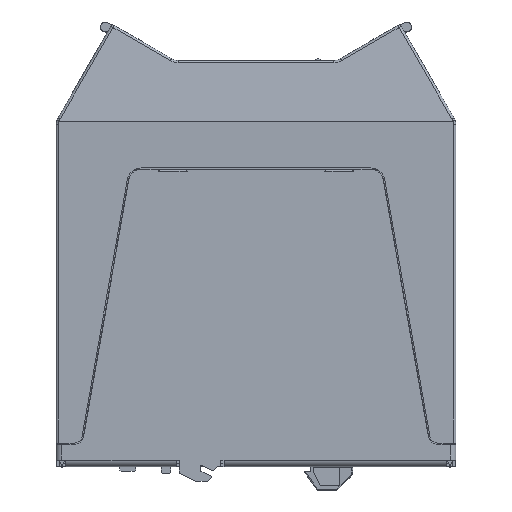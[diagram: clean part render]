
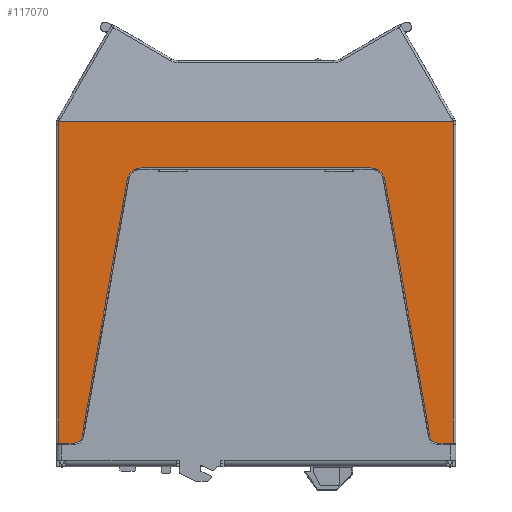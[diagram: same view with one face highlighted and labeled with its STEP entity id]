
A CAD part, left-side view. The second image highlights one B-rep face of the part: STEP entity #117070.
In plain terms, the highlighted face is planar.
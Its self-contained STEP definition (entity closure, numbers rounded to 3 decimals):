
#2107 = CARTESIAN_POINT ( 'NONE',  ( -61.7, 13.518, 19.5 ) ) ;
#3232 = VERTEX_POINT ( 'NONE', #50667 ) ;
#4105 = DIRECTION ( 'NONE',  ( 1., 0., 0. ) ) ;
#4260 = CARTESIAN_POINT ( 'NONE',  ( -35.886, 0., 19.5 ) ) ;
#6996 = DIRECTION ( 'NONE',  ( -1., 0., 0. ) ) ;
#7661 = EDGE_CURVE ( 'NONE', #94997, #69033, #67001, .T. ) ;
#8415 = CARTESIAN_POINT ( 'NONE',  ( 58.5, 13.518, 19.5 ) ) ;
#9056 = EDGE_CURVE ( 'NONE', #70504, #73110, #25013, .T. ) ;
#10220 = EDGE_CURVE ( 'NONE', #108705, #109554, #107717, .T. ) ;
#10382 = DIRECTION ( 'NONE',  ( 0., 0., -1. ) ) ;
#10872 = DIRECTION ( 'NONE',  ( 0., -1., 0. ) ) ;
#12317 = CARTESIAN_POINT ( 'NONE',  ( 0., 0., 19.5 ) ) ;
#12599 = VERTEX_POINT ( 'NONE', #135420 ) ;
#12971 = EDGE_CURVE ( 'NONE', #69033, #3232, #93050, .T. ) ;
#17314 = DIRECTION ( 'NONE',  ( -1., 0., 0. ) ) ;
#17717 = VECTOR ( 'NONE', #95921, 1000. ) ;
#21163 = EDGE_CURVE ( 'NONE', #24126, #70504, #44562, .T. ) ;
#21327 = VERTEX_POINT ( 'NONE', #4260 ) ;
#21634 = EDGE_CURVE ( 'NONE', #36381, #109554, #38507, .T. ) ;
#22874 = AXIS2_PLACEMENT_3D ( 'NONE', #84005, #117621, #17314 ) ;
#23076 = DIRECTION ( 'NONE',  ( -1., 0., 0. ) ) ;
#23401 = ORIENTED_EDGE ( 'NONE', *, *, #9056, .T. ) ;
#24126 = VERTEX_POINT ( 'NONE', #32372 ) ;
#24447 = EDGE_CURVE ( 'NONE', #91362, #24126, #76226, .T. ) ;
#24545 = LINE ( 'NONE', #69272, #129575 ) ;
#25013 = CIRCLE ( 'NONE', #134840, 2.5 ) ;
#26975 = EDGE_CURVE ( 'NONE', #108705, #91362, #70362, .T. ) ;
#30792 = CARTESIAN_POINT ( 'NONE',  ( -40.22, -3.636, 19.5 ) ) ;
#32372 = CARTESIAN_POINT ( 'NONE',  ( -61.7, -86., 19.5 ) ) ;
#32867 = LINE ( 'NONE', #54265, #126448 ) ;
#33674 = CARTESIAN_POINT ( 'NONE',  ( 56.84, -83.5, 19.5 ) ) ;
#34208 = CARTESIAN_POINT ( 'NONE',  ( -61.7, -86., 19.5 ) ) ;
#36381 = VERTEX_POINT ( 'NONE', #138906 ) ;
#38489 = CARTESIAN_POINT ( 'NONE',  ( -54.378, -83.935, 19.5 ) ) ;
#38507 = CIRCLE ( 'NONE', #134425, 3.2 ) ;
#38691 = CARTESIAN_POINT ( 'NONE',  ( -35.886, -4.4, 19.5 ) ) ;
#41417 = CIRCLE ( 'NONE', #46174, 2.5 ) ;
#41659 = CARTESIAN_POINT ( 'NONE',  ( 61.515, 14.59, 19.5 ) ) ;
#44562 = LINE ( 'NONE', #34208, #73117 ) ;
#45521 = ORIENTED_EDGE ( 'NONE', *, *, #24447, .T. ) ;
#45928 = ORIENTED_EDGE ( 'NONE', *, *, #136999, .F. ) ;
#46174 = AXIS2_PLACEMENT_3D ( 'NONE', #33674, #10382, #65298 ) ;
#46265 = AXIS2_PLACEMENT_3D ( 'NONE', #12317, #78216, #10872 ) ;
#46592 = CARTESIAN_POINT ( 'NONE',  ( -58.5, 13.518, 19.5 ) ) ;
#49154 = LINE ( 'NONE', #84256, #17717 ) ;
#50667 = CARTESIAN_POINT ( 'NONE',  ( 35.886, 0., 19.5 ) ) ;
#52507 = CARTESIAN_POINT ( 'NONE',  ( 56.84, -86., 19.5 ) ) ;
#53058 = ORIENTED_EDGE ( 'NONE', *, *, #26975, .T. ) ;
#54265 = CARTESIAN_POINT ( 'NONE',  ( 61.7, 13.518, 19.5 ) ) ;
#54880 = DIRECTION ( 'NONE',  ( 1., 0., 0. ) ) ;
#55445 = ORIENTED_EDGE ( 'NONE', *, *, #89056, .T. ) ;
#56759 = ORIENTED_EDGE ( 'NONE', *, *, #12971, .F. ) ;
#57787 = EDGE_CURVE ( 'NONE', #105341, #21327, #89940, .T. ) ;
#59601 = AXIS2_PLACEMENT_3D ( 'NONE', #38691, #96527, #75295 ) ;
#61818 = DIRECTION ( 'NONE',  ( 0., 0., 1. ) ) ;
#62344 = ORIENTED_EDGE ( 'NONE', *, *, #21163, .T. ) ;
#62354 = CARTESIAN_POINT ( 'NONE',  ( 40.22, -3.636, 19.5 ) ) ;
#64538 = EDGE_LOOP ( 'NONE', ( #103537, #56759, #102294, #45928, #68628, #55445, #115430, #123069, #53058, #45521, #62344, #23401, #129996, #92250 ) ) ;
#65298 = DIRECTION ( 'NONE',  ( -1., 0., 0. ) ) ;
#67001 = LINE ( 'NONE', #88916, #106254 ) ;
#68628 = ORIENTED_EDGE ( 'NONE', *, *, #133276, .F. ) ;
#69033 = VERTEX_POINT ( 'NONE', #62354 ) ;
#69272 = CARTESIAN_POINT ( 'NONE',  ( -35.886, 0., 19.5 ) ) ;
#70362 = CIRCLE ( 'NONE', #119458, 3.2 ) ;
#70504 = VERTEX_POINT ( 'NONE', #138120 ) ;
#70670 = DIRECTION ( 'NONE',  ( 0., 0., 1. ) ) ;
#73110 = VERTEX_POINT ( 'NONE', #38489 ) ;
#73117 = VECTOR ( 'NONE', #54880, 1000. ) ;
#75295 = DIRECTION ( 'NONE',  ( 1., 0., 0. ) ) ;
#76226 = LINE ( 'NONE', #108452, #135133 ) ;
#78216 = DIRECTION ( 'NONE',  ( 0., 0., -1. ) ) ;
#83863 = DIRECTION ( 'NONE',  ( 0., 0., 1. ) ) ;
#84005 = CARTESIAN_POINT ( 'NONE',  ( 35.886, -4.4, 19.5 ) ) ;
#84256 = CARTESIAN_POINT ( 'NONE',  ( -54.378, -83.935, 19.5 ) ) ;
#85780 = CARTESIAN_POINT ( 'NONE',  ( -62.5, 14.59, 19.5 ) ) ;
#86497 = DIRECTION ( 'NONE',  ( 1., 0., 0. ) ) ;
#88916 = CARTESIAN_POINT ( 'NONE',  ( 54.378, -83.935, 19.5 ) ) ;
#89056 = EDGE_CURVE ( 'NONE', #12599, #36381, #32867, .T. ) ;
#89873 = FACE_OUTER_BOUND ( 'NONE', #64538, .T. ) ;
#89940 = CIRCLE ( 'NONE', #59601, 4.4 ) ;
#91362 = VERTEX_POINT ( 'NONE', #2107 ) ;
#92250 = ORIENTED_EDGE ( 'NONE', *, *, #57787, .T. ) ;
#92322 = CARTESIAN_POINT ( 'NONE',  ( 61.7, -86., 19.5 ) ) ;
#92666 = VERTEX_POINT ( 'NONE', #52507 ) ;
#93050 = CIRCLE ( 'NONE', #22874, 4.4 ) ;
#94997 = VERTEX_POINT ( 'NONE', #115137 ) ;
#95921 = DIRECTION ( 'NONE',  ( 0.174, 0.985, 0. ) ) ;
#96527 = DIRECTION ( 'NONE',  ( 0., 0., -1. ) ) ;
#97616 = CARTESIAN_POINT ( 'NONE',  ( -56.84, -83.5, 19.5 ) ) ;
#102294 = ORIENTED_EDGE ( 'NONE', *, *, #7661, .F. ) ;
#103537 = ORIENTED_EDGE ( 'NONE', *, *, #126590, .T. ) ;
#105341 = VERTEX_POINT ( 'NONE', #30792 ) ;
#106254 = VECTOR ( 'NONE', #112305, 1000. ) ;
#106414 = DIRECTION ( 'NONE',  ( 1., 0., 0. ) ) ;
#107717 = LINE ( 'NONE', #85780, #121364 ) ;
#108452 = CARTESIAN_POINT ( 'NONE',  ( -61.7, -86.4, 19.5 ) ) ;
#108705 = VERTEX_POINT ( 'NONE', #142393 ) ;
#109554 = VERTEX_POINT ( 'NONE', #41659 ) ;
#111110 = PLANE ( 'NONE',  #46265 ) ;
#112305 = DIRECTION ( 'NONE',  ( -0.174, 0.985, 0. ) ) ;
#115137 = CARTESIAN_POINT ( 'NONE',  ( 54.378, -83.935, 19.5 ) ) ;
#115430 = ORIENTED_EDGE ( 'NONE', *, *, #21634, .T. ) ;
#115724 = LINE ( 'NONE', #92322, #131853 ) ;
#117070 = ADVANCED_FACE ( 'NONE', ( #89873 ), #111110, .F. ) ;
#117171 = DIRECTION ( 'NONE',  ( -1., 0., 0. ) ) ;
#117621 = DIRECTION ( 'NONE',  ( 0., 0., 1. ) ) ;
#119419 = DIRECTION ( 'NONE',  ( 0., -1., 0. ) ) ;
#119458 = AXIS2_PLACEMENT_3D ( 'NONE', #46592, #70670, #23076 ) ;
#121364 = VECTOR ( 'NONE', #86497, 1000. ) ;
#123069 = ORIENTED_EDGE ( 'NONE', *, *, #10220, .F. ) ;
#126448 = VECTOR ( 'NONE', #132461, 1000. ) ;
#126590 = EDGE_CURVE ( 'NONE', #21327, #3232, #24545, .T. ) ;
#129575 = VECTOR ( 'NONE', #4105, 1000. ) ;
#129996 = ORIENTED_EDGE ( 'NONE', *, *, #134934, .T. ) ;
#131853 = VECTOR ( 'NONE', #117171, 1000. ) ;
#132461 = DIRECTION ( 'NONE',  ( 0., 1., 0. ) ) ;
#133276 = EDGE_CURVE ( 'NONE', #12599, #92666, #115724, .T. ) ;
#134425 = AXIS2_PLACEMENT_3D ( 'NONE', #8415, #83863, #6996 ) ;
#134840 = AXIS2_PLACEMENT_3D ( 'NONE', #97616, #61818, #106414 ) ;
#134934 = EDGE_CURVE ( 'NONE', #73110, #105341, #49154, .T. ) ;
#135133 = VECTOR ( 'NONE', #119419, 1000. ) ;
#135420 = CARTESIAN_POINT ( 'NONE',  ( 61.7, -86., 19.5 ) ) ;
#136999 = EDGE_CURVE ( 'NONE', #92666, #94997, #41417, .T. ) ;
#138120 = CARTESIAN_POINT ( 'NONE',  ( -56.84, -86., 19.5 ) ) ;
#138906 = CARTESIAN_POINT ( 'NONE',  ( 61.7, 13.518, 19.5 ) ) ;
#142393 = CARTESIAN_POINT ( 'NONE',  ( -61.515, 14.59, 19.5 ) ) ;
